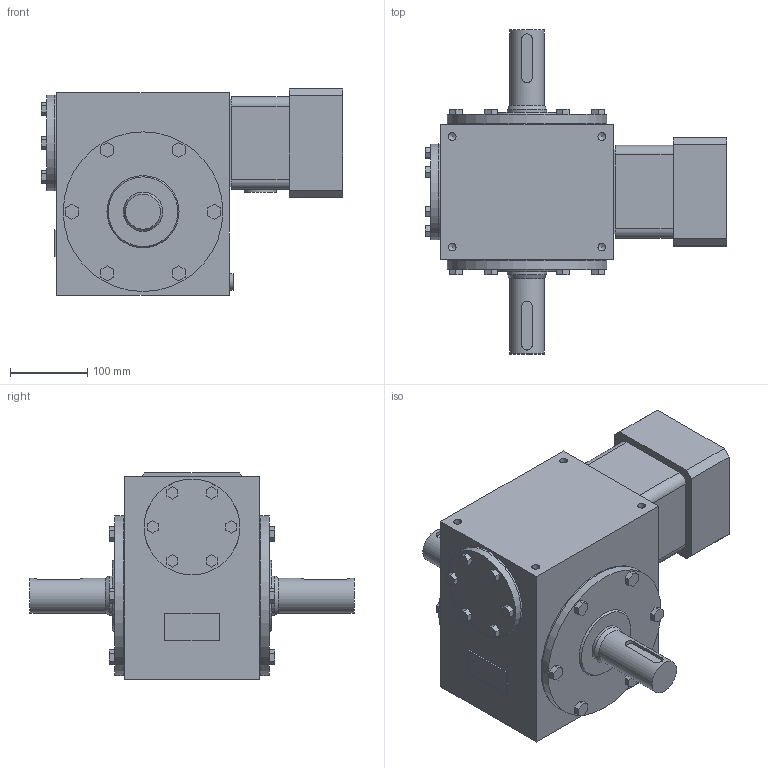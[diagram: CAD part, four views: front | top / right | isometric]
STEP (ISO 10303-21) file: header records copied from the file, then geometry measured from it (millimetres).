
FILE_DESCRIPTION(/* description */ ('Unknown'),/* implementation_level */ '2;1');
FILE_NAME(/* name */ 'RG35110.SKDE03HLQER-',/* time_stamp */ '2024-10-21T09:16:59-04:00',/* author */ ('Unknown'),/* organization */ ('Unknown'),/* preprocessor_version */ 'ST-DEVELOPER v19.4',/* originating_system */ 'Solid Edge',/* authorisation */ 'Unknown');
FILE_SCHEMA (('AUTOMOTIVE_DESIGN {1 0 10303 214 3 1 1}'));
Length unit declared in the file: millimetre
Products named in the file (7): RG35110.SKDE03HLQER-; 35R-1-CP; 35RM-M20-CP; RG35K-R; MP2HLQE-CP; 35RM-OUTS; 35R-WCAP
Assembly tree (7 placements, depth 2):
  RG35110.SKDE03HLQER-
    35R-1-CP
    35RM-M20-CP
    RG35K-R
    MP2HLQE-CP
    35RM-OUTS  x2
    35R-WCAP
Bounding box: 389.37 x 419.1 x 266.85 mm (x, y, z)
Volume: 11770633.9 mm3; surface area: 812437.2 mm2
Topology: 7 solids, 7 shells, 380 faces, 940 edges, 626 vertices
Faces by surface type: plane 267, cylinder 89, cone 24
Full cylindrical faces by diameter (mm): 0.254 x1, 6.647 x4, 8.376 x4, 10 x7, 10.106 x16, 10.795 x3, 12.7 x1, 16 x4, 17.25 x4, 21.9 x1, 28.009 x1, 45.014 x2, 50.8 x3, 80 x1, 85 x1, 89.89 x1, 90.053 x1, 123.825 x1, 123.952 x1, 130 x1, 206.502 x2, 206.535 x2
Entity records: 10660 total; most frequent: CARTESIAN_POINT 1626, DIRECTION 1478, ORIENTED_EDGE 1342, EDGE_CURVE 671, LINE 504, VECTOR 504, VERTEX_POINT 498, AXIS2_PLACEMENT_3D 487
